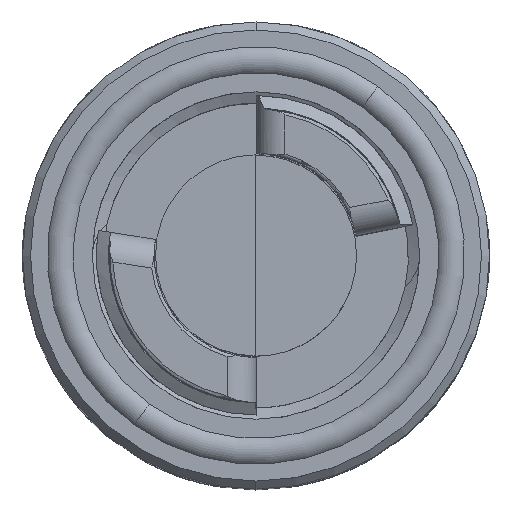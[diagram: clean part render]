
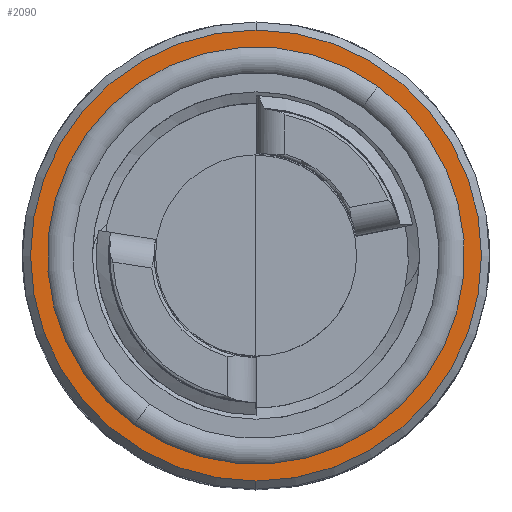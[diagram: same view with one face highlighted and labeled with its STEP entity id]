
A CAD part, top view. The second image highlights one B-rep face of the part: STEP entity #2090.
In plain terms, the highlighted planar face has unit normal (0, 0, 1).
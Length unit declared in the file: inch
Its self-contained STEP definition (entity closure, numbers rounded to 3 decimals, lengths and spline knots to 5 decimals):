
#17 = CARTESIAN_POINT ( 'NONE',  ( 0., 0., -0.452 ) ) ;
#116 = CARTESIAN_POINT ( 'NONE',  ( 0., 0.52828, -0.452 ) ) ;
#216 = CIRCLE ( 'NONE', #4333, 0.64745 ) ;
#284 = VERTEX_POINT ( 'NONE', #1920 ) ;
#291 = CARTESIAN_POINT ( 'NONE',  ( 0., -0.7, -0.452 ) ) ;
#352 = ORIENTED_EDGE ( 'NONE', *, *, #4235, .T. ) ;
#454 = EDGE_CURVE ( 'NONE', #284, #545, #216, .T. ) ;
#545 = VERTEX_POINT ( 'NONE', #5371 ) ;
#846 = DIRECTION ( 'NONE',  ( 0., 0., 1. ) ) ;
#1211 = DIRECTION ( 'NONE',  ( 0., 0., 1. ) ) ;
#1257 = FACE_OUTER_BOUND ( 'NONE', #3231, .T. ) ;
#1337 = ORIENTED_EDGE ( 'NONE', *, *, #454, .F. ) ;
#1715 = AXIS2_PLACEMENT_3D ( 'NONE', #5581, #1211, #8124 ) ;
#1799 = AXIS2_PLACEMENT_3D ( 'NONE', #17, #7696, #7656 ) ;
#1920 = CARTESIAN_POINT ( 'NONE',  ( 0.37791, 0.52571, -0.452 ) ) ;
#1957 = DIRECTION ( 'NONE',  ( -1., 0., 0. ) ) ;
#2090 = ADVANCED_FACE ( 'NONE', ( #1257, #5676 ), #5042, .F. ) ;
#2262 = EDGE_LOOP ( 'NONE', ( #4219, #1337 ) ) ;
#2316 = CIRCLE ( 'NONE', #1799, 0.7 ) ;
#2485 = EDGE_CURVE ( 'NONE', #3443, #7557, #4695, .T. ) ;
#2493 = CIRCLE ( 'NONE', #1715, 0.64745 ) ;
#3231 = EDGE_LOOP ( 'NONE', ( #4680, #352 ) ) ;
#3415 = CARTESIAN_POINT ( 'NONE',  ( 0., 0.7, -0.452 ) ) ;
#3443 = VERTEX_POINT ( 'NONE', #3415 ) ;
#4219 = ORIENTED_EDGE ( 'NONE', *, *, #5974, .F. ) ;
#4235 = EDGE_CURVE ( 'NONE', #7557, #3443, #2316, .T. ) ;
#4333 = AXIS2_PLACEMENT_3D ( 'NONE', #5191, #7757, #5235 ) ;
#4680 = ORIENTED_EDGE ( 'NONE', *, *, #2485, .T. ) ;
#4695 = CIRCLE ( 'NONE', #7981, 0.7 ) ;
#5042 = PLANE ( 'NONE',  #7848 ) ;
#5191 = CARTESIAN_POINT ( 'NONE',  ( 0., 0., -0.452 ) ) ;
#5235 = DIRECTION ( 'NONE',  ( -1., 0., 0. ) ) ;
#5371 = CARTESIAN_POINT ( 'NONE',  ( -0.37791, -0.52571, -0.452 ) ) ;
#5581 = CARTESIAN_POINT ( 'NONE',  ( 0., 0., -0.452 ) ) ;
#5676 = FACE_BOUND ( 'NONE', #2262, .T. ) ;
#5714 = DIRECTION ( 'NONE',  ( 0., 0., -1. ) ) ;
#5974 = EDGE_CURVE ( 'NONE', #545, #284, #2493, .T. ) ;
#7557 = VERTEX_POINT ( 'NONE', #291 ) ;
#7647 = CARTESIAN_POINT ( 'NONE',  ( 0., 0., -0.452 ) ) ;
#7656 = DIRECTION ( 'NONE',  ( 0., 1., 0. ) ) ;
#7687 = DIRECTION ( 'NONE',  ( 0., 1., 0. ) ) ;
#7696 = DIRECTION ( 'NONE',  ( 0., 0., 1. ) ) ;
#7757 = DIRECTION ( 'NONE',  ( 0., 0., 1. ) ) ;
#7848 = AXIS2_PLACEMENT_3D ( 'NONE', #116, #5714, #1957 ) ;
#7981 = AXIS2_PLACEMENT_3D ( 'NONE', #7647, #846, #7687 ) ;
#8124 = DIRECTION ( 'NONE',  ( -1., 0., 0. ) ) ;
